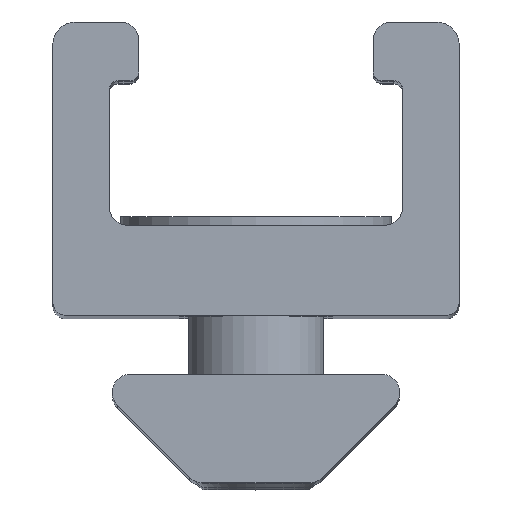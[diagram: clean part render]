
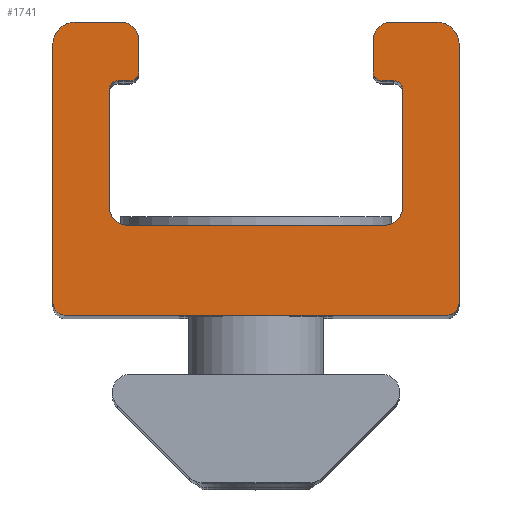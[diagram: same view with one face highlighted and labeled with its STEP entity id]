
A CAD part, top view. The second image highlights one B-rep face of the part: STEP entity #1741.
In plain terms, the highlighted planar face has unit normal (0, 0, 1).
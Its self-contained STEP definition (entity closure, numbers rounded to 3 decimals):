
#72=PLANE('',#1921);
#96=CIRCLE('',#1831,0.4);
#97=CIRCLE('',#1836,0.2);
#98=CIRCLE('',#1838,0.2);
#99=CIRCLE('',#1841,0.4);
#101=CIRCLE('',#1847,0.4);
#102=CIRCLE('',#1850,0.2);
#104=CIRCLE('',#1855,0.2);
#105=CIRCLE('',#1860,0.4);
#122=CIRCLE('',#1892,0.5);
#124=CIRCLE('',#1896,0.3);
#128=CIRCLE('',#1902,0.3);
#130=CIRCLE('',#1906,0.5);
#179=LINE('',#2539,#305);
#194=LINE('',#2642,#320);
#203=LINE('',#2712,#329);
#212=LINE('',#2751,#338);
#240=LINE('',#2914,#366);
#244=LINE('',#2930,#370);
#248=LINE('',#2942,#374);
#250=LINE('',#2951,#376);
#252=LINE('',#2956,#378);
#253=LINE('',#2958,#379);
#257=LINE('',#2965,#383);
#260=LINE('',#2973,#386);
#305=VECTOR('',#2027,1000.);
#320=VECTOR('',#2066,1000.);
#329=VECTOR('',#2091,1000.);
#338=VECTOR('',#2110,1000.);
#366=VECTOR('',#2210,1000.);
#370=VECTOR('',#2226,1000.);
#374=VECTOR('',#2238,1000.);
#376=VECTOR('',#2250,1000.);
#378=VECTOR('',#2258,1000.);
#379=VECTOR('',#2261,1000.);
#383=VECTOR('',#2271,1000.);
#386=VECTOR('',#2284,1000.);
#651=ORIENTED_EDGE('',*,*,#1061,.T.);
#652=ORIENTED_EDGE('',*,*,#1065,.T.);
#653=ORIENTED_EDGE('',*,*,#1068,.T.);
#654=ORIENTED_EDGE('',*,*,#1073,.T.);
#655=ORIENTED_EDGE('',*,*,#1076,.T.);
#656=ORIENTED_EDGE('',*,*,#1079,.T.);
#657=ORIENTED_EDGE('',*,*,#1082,.T.);
#658=ORIENTED_EDGE('',*,*,#1084,.T.);
#659=ORIENTED_EDGE('',*,*,#937,.T.);
#660=ORIENTED_EDGE('',*,*,#941,.T.);
#661=ORIENTED_EDGE('',*,*,#950,.T.);
#662=ORIENTED_EDGE('',*,*,#1088,.T.);
#663=ORIENTED_EDGE('',*,*,#954,.F.);
#664=ORIENTED_EDGE('',*,*,#1089,.T.);
#665=ORIENTED_EDGE('',*,*,#962,.F.);
#666=ORIENTED_EDGE('',*,*,#972,.T.);
#667=ORIENTED_EDGE('',*,*,#982,.F.);
#668=ORIENTED_EDGE('',*,*,#1094,.T.);
#669=ORIENTED_EDGE('',*,*,#990,.F.);
#670=ORIENTED_EDGE('',*,*,#993,.T.);
#671=ORIENTED_EDGE('',*,*,#1000,.T.);
#672=ORIENTED_EDGE('',*,*,#1006,.T.);
#673=ORIENTED_EDGE('',*,*,#1012,.T.);
#674=ORIENTED_EDGE('',*,*,#1100,.T.);
#937=EDGE_CURVE('',#1191,#1190,#96,.T.);
#941=EDGE_CURVE('',#1190,#1193,#179,.T.);
#950=EDGE_CURVE('',#1193,#1199,#97,.T.);
#954=EDGE_CURVE('',#1203,#1200,#98,.T.);
#962=EDGE_CURVE('',#1210,#1211,#99,.T.);
#972=EDGE_CURVE('',#1210,#1218,#194,.T.);
#982=EDGE_CURVE('',#1226,#1218,#101,.T.);
#990=EDGE_CURVE('',#1233,#1231,#102,.T.);
#993=EDGE_CURVE('',#1233,#1235,#203,.T.);
#1000=EDGE_CURVE('',#1235,#1241,#104,.T.);
#1006=EDGE_CURVE('',#1241,#1245,#212,.T.);
#1012=EDGE_CURVE('',#1245,#1249,#105,.T.);
#1061=EDGE_CURVE('',#1283,#1282,#122,.T.);
#1065=EDGE_CURVE('',#1282,#1285,#240,.T.);
#1068=EDGE_CURVE('',#1285,#1287,#124,.T.);
#1073=EDGE_CURVE('',#1287,#1291,#244,.T.);
#1076=EDGE_CURVE('',#1291,#1293,#128,.T.);
#1079=EDGE_CURVE('',#1293,#1295,#248,.T.);
#1082=EDGE_CURVE('',#1295,#1297,#130,.T.);
#1084=EDGE_CURVE('',#1297,#1191,#250,.T.);
#1088=EDGE_CURVE('',#1199,#1200,#252,.T.);
#1089=EDGE_CURVE('',#1203,#1211,#253,.T.);
#1094=EDGE_CURVE('',#1226,#1231,#257,.T.);
#1100=EDGE_CURVE('',#1249,#1283,#260,.T.);
#1190=VERTEX_POINT('',#2530);
#1191=VERTEX_POINT('',#2532);
#1193=VERTEX_POINT('',#2538);
#1199=VERTEX_POINT('',#2568);
#1200=VERTEX_POINT('',#2572);
#1203=VERTEX_POINT('',#2580);
#1210=VERTEX_POINT('',#2609);
#1211=VERTEX_POINT('',#2611);
#1218=VERTEX_POINT('',#2641);
#1226=VERTEX_POINT('',#2679);
#1231=VERTEX_POINT('',#2698);
#1233=VERTEX_POINT('',#2705);
#1235=VERTEX_POINT('',#2711);
#1241=VERTEX_POINT('',#2738);
#1245=VERTEX_POINT('',#2750);
#1249=VERTEX_POINT('',#2774);
#1282=VERTEX_POINT('',#2905);
#1283=VERTEX_POINT('',#2907);
#1285=VERTEX_POINT('',#2913);
#1287=VERTEX_POINT('',#2919);
#1291=VERTEX_POINT('',#2929);
#1293=VERTEX_POINT('',#2935);
#1295=VERTEX_POINT('',#2941);
#1297=VERTEX_POINT('',#2947);
#1456=EDGE_LOOP('',(#651,#652,#653,#654,#655,#656,#657,#658,#659,#660,#661,
#662,#663,#664,#665,#666,#667,#668,#669,#670,#671,#672,#673,#674));
#1576=FACE_BOUND('',#1456,.T.);
#1741=ADVANCED_FACE('',(#1576),#72,.T.);
#1831=AXIS2_PLACEMENT_3D('',#2531,#2020,#2021);
#1836=AXIS2_PLACEMENT_3D('',#2569,#2039,#2040);
#1838=AXIS2_PLACEMENT_3D('',#2581,#2045,#2046);
#1841=AXIS2_PLACEMENT_3D('',#2610,#2054,#2055);
#1847=AXIS2_PLACEMENT_3D('',#2680,#2074,#2075);
#1850=AXIS2_PLACEMENT_3D('',#2706,#2084,#2085);
#1855=AXIS2_PLACEMENT_3D('',#2739,#2099,#2100);
#1860=AXIS2_PLACEMENT_3D('',#2775,#2117,#2118);
#1892=AXIS2_PLACEMENT_3D('',#2906,#2203,#2204);
#1896=AXIS2_PLACEMENT_3D('',#2920,#2216,#2217);
#1902=AXIS2_PLACEMENT_3D('',#2936,#2232,#2233);
#1906=AXIS2_PLACEMENT_3D('',#2948,#2244,#2245);
#1921=AXIS2_PLACEMENT_3D('',#2974,#2285,#2286);
#2020=DIRECTION('',(0.,0.,1.));
#2021=DIRECTION('',(1.,0.,0.));
#2027=DIRECTION('',(0.,-1.,0.));
#2039=DIRECTION('',(0.,0.,1.));
#2040=DIRECTION('',(1.,0.,0.));
#2045=DIRECTION('',(0.,0.,1.));
#2046=DIRECTION('',(1.,0.,0.));
#2054=DIRECTION('',(0.,0.,1.));
#2055=DIRECTION('',(1.,0.,0.));
#2066=DIRECTION('',(-1.,0.,0.));
#2074=DIRECTION('',(0.,0.,1.));
#2075=DIRECTION('',(1.,0.,0.));
#2084=DIRECTION('',(0.,0.,1.));
#2085=DIRECTION('',(1.,0.,0.));
#2091=DIRECTION('',(1.,0.,0.));
#2099=DIRECTION('',(0.,0.,1.));
#2100=DIRECTION('',(1.,0.,0.));
#2110=DIRECTION('',(0.,1.,0.));
#2117=DIRECTION('',(0.,0.,1.));
#2118=DIRECTION('',(1.,0.,0.));
#2203=DIRECTION('',(0.,0.,1.));
#2204=DIRECTION('',(1.,0.,0.));
#2210=DIRECTION('',(0.,-1.,0.));
#2216=DIRECTION('',(0.,0.,1.));
#2217=DIRECTION('',(1.,0.,0.));
#2226=DIRECTION('',(1.,0.,0.));
#2232=DIRECTION('',(0.,0.,1.));
#2233=DIRECTION('',(1.,0.,0.));
#2238=DIRECTION('',(0.,1.,0.));
#2244=DIRECTION('',(0.,0.,1.));
#2245=DIRECTION('',(1.,0.,0.));
#2250=DIRECTION('',(-1.,0.,0.));
#2258=DIRECTION('',(1.,0.,0.));
#2261=DIRECTION('',(0.,-1.,0.));
#2271=DIRECTION('',(0.,1.,0.));
#2284=DIRECTION('',(-1.,0.,0.));
#2285=DIRECTION('',(0.,0.,1.));
#2286=DIRECTION('',(1.,0.,0.));
#2530=CARTESIAN_POINT('',(2.6,6.1,22.));
#2531=CARTESIAN_POINT('',(3.,6.1,22.));
#2532=CARTESIAN_POINT('',(3.,6.5,22.));
#2538=CARTESIAN_POINT('',(2.6,5.4,22.));
#2539=CARTESIAN_POINT('',(2.6,6.1,22.));
#2568=CARTESIAN_POINT('',(2.8,5.2,22.));
#2569=CARTESIAN_POINT('',(2.8,5.4,22.));
#2572=CARTESIAN_POINT('',(3.05,5.2,22.));
#2580=CARTESIAN_POINT('',(3.25,5.,22.));
#2581=CARTESIAN_POINT('',(3.05,5.,22.));
#2609=CARTESIAN_POINT('',(2.85,2.,22.));
#2610=CARTESIAN_POINT('',(2.85,2.4,22.));
#2611=CARTESIAN_POINT('',(3.25,2.4,22.));
#2641=CARTESIAN_POINT('',(-2.85,2.,22.));
#2642=CARTESIAN_POINT('',(2.85,2.,22.));
#2679=CARTESIAN_POINT('',(-3.25,2.4,22.));
#2680=CARTESIAN_POINT('',(-2.85,2.4,22.));
#2698=CARTESIAN_POINT('',(-3.25,5.,22.));
#2705=CARTESIAN_POINT('',(-3.05,5.2,22.));
#2706=CARTESIAN_POINT('',(-3.05,5.,22.));
#2711=CARTESIAN_POINT('',(-2.8,5.2,22.));
#2712=CARTESIAN_POINT('',(-3.05,5.2,22.));
#2738=CARTESIAN_POINT('',(-2.6,5.4,22.));
#2739=CARTESIAN_POINT('',(-2.8,5.4,22.));
#2750=CARTESIAN_POINT('',(-2.6,6.1,22.));
#2751=CARTESIAN_POINT('',(-2.6,5.4,22.));
#2774=CARTESIAN_POINT('',(-3.,6.5,22.));
#2775=CARTESIAN_POINT('',(-3.,6.1,22.));
#2905=CARTESIAN_POINT('',(-4.5,6.,22.));
#2906=CARTESIAN_POINT('',(-4.,6.,22.));
#2907=CARTESIAN_POINT('',(-4.,6.5,22.));
#2913=CARTESIAN_POINT('',(-4.5,0.3,22.));
#2914=CARTESIAN_POINT('',(-4.5,6.,22.));
#2919=CARTESIAN_POINT('',(-4.2,0.,22.));
#2920=CARTESIAN_POINT('',(-4.2,0.3,22.));
#2929=CARTESIAN_POINT('',(4.2,0.,22.));
#2930=CARTESIAN_POINT('',(-4.2,0.,22.));
#2935=CARTESIAN_POINT('',(4.5,0.3,22.));
#2936=CARTESIAN_POINT('',(4.2,0.3,22.));
#2941=CARTESIAN_POINT('',(4.5,6.,22.));
#2942=CARTESIAN_POINT('',(4.5,0.3,22.));
#2947=CARTESIAN_POINT('',(4.,6.5,22.));
#2948=CARTESIAN_POINT('',(4.,6.,22.));
#2951=CARTESIAN_POINT('',(4.,6.5,22.));
#2956=CARTESIAN_POINT('',(2.8,5.2,22.));
#2958=CARTESIAN_POINT('',(3.25,5.,22.));
#2965=CARTESIAN_POINT('',(-3.25,2.4,22.));
#2973=CARTESIAN_POINT('',(-3.,6.5,22.));
#2974=CARTESIAN_POINT('',(-4.,6.,22.));
